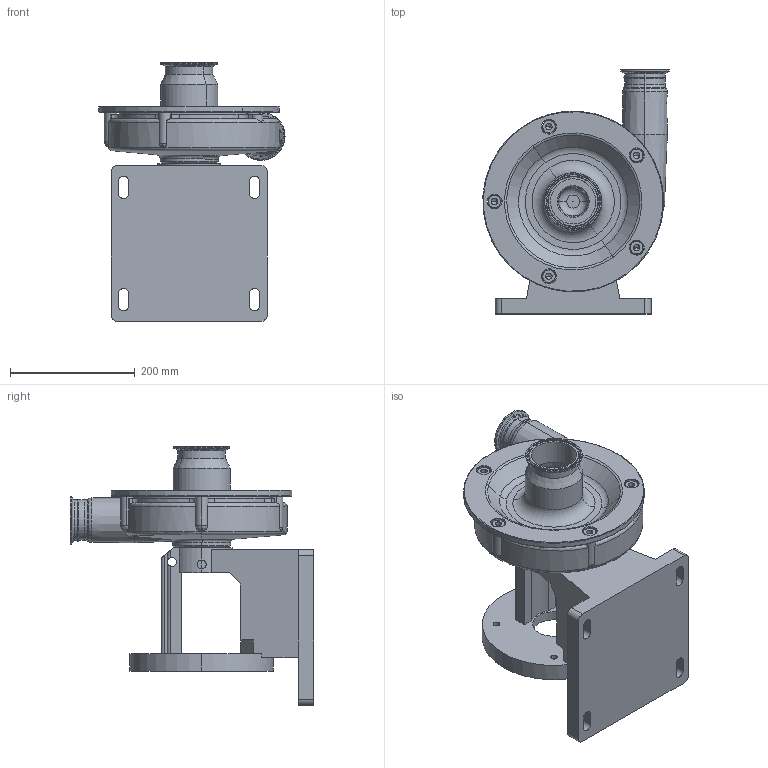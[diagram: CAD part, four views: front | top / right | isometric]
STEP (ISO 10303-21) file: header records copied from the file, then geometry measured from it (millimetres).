
FILE_DESCRIPTION (( 'STEP AP214' ), '1' );
FILE_NAME ('FP 3541-3542 180-210TC VERT.STEP', '2023-02-28T17:39:18', ( '' ), ( '' ), 'SwSTEP 2.0', 'SolidWorks 2021', '' );
FILE_SCHEMA (( 'AUTOMOTIVE_DESIGN' ));
Length unit declared in the file: millimetre
Products named in the file (1): FP 3541-3542 180-210TC VERT
Bounding box: 298.4 x 391 x 415 mm (x, y, z)
Volume: 7267748.1 mm3; surface area: 853573 mm2
Topology: 1 solids, 1 shells, 462 faces, 1185 edges, 713 vertices
Faces by surface type: cylinder 164, plane 102, cone 93, torus 77, bspline 17, sphere 9
Entity records: 17700 total; most frequent: CARTESIAN_POINT 6295, DIRECTION 2504, ORIENTED_EDGE 2318, EDGE_CURVE 1159, AXIS2_PLACEMENT_3D 1032, VERTEX_POINT 713, CIRCLE 586, EDGE_LOOP 520
